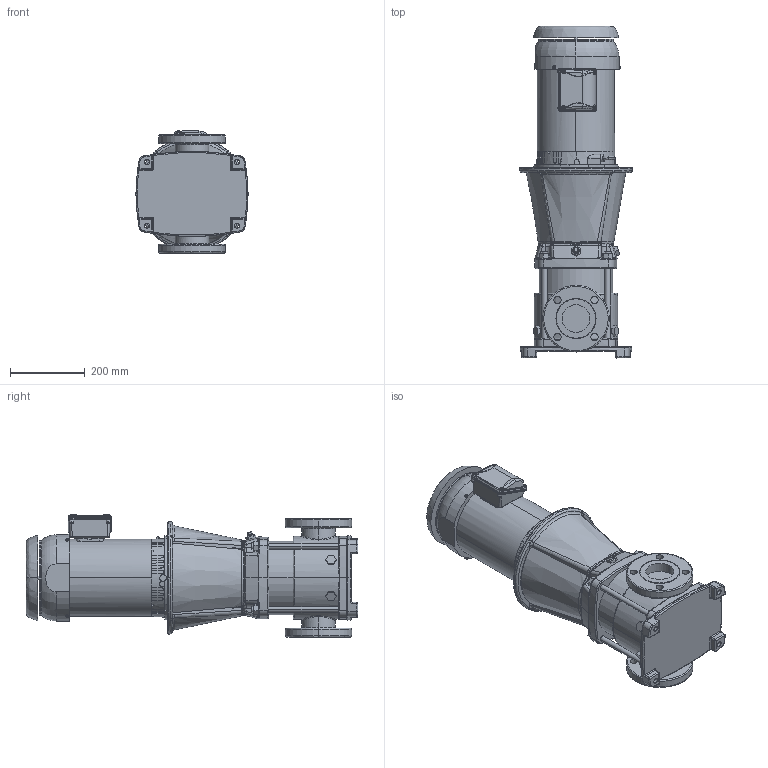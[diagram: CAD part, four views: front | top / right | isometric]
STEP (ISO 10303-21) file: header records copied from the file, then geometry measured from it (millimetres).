
FILE_DESCRIPTION (( 'STEP AP203' ), '1' );
FILE_NAME ('3303090 - MVI-160-1_1-3 HP-182TC-304-E-230_460~3.step', '2022-03-30T17:38:08', ( '' ), ( '' ), 'SwSTEP 2.0', 'SolidWorks 2021', '' );
FILE_SCHEMA (( 'CONFIG_CONTROL_DESIGN' ));
Length unit declared in the file: inch
Products named in the file (5): sbi_n_32-1-1_flange(NEMA); TEFC MOTOR_3329243 - NEMA V2 3 HP 182_4TC 208-230_460~3 TEFC; 3303090 - MVI-160-1_1-3 HP-182TC-304-E-230_460~3; MVI PEO - [304-EPDM]_3304090 - MVI-160-1_1-3 HP-182TC-304-E-S; 3329243 - NEMA V2 3 HP 182_4TC 208-230_460~3 TEFC
Assembly tree (4 placements, depth 3):
  3303090 - MVI-160-1_1-3 HP-182TC-304-E-230_460~3
    MVI PEO - [304-EPDM]_3304090 - MVI-160-1_1-3 HP-182TC-304-E-S
      sbi_n_32-1-1_flange(NEMA)
    TEFC MOTOR_3329243 - NEMA V2 3 HP 182_4TC 208-230_460~3 TEFC
      3329243 - NEMA V2 3 HP 182_4TC 208-230_460~3 TEFC
Bounding box: 300 x 886.94 x 330.29 mm (x, y, z)
Volume: 35595798.4 mm3; surface area: 1341154.1 mm2
Topology: 5 solids, 20 shells, 3546 faces, 9214 edges, 5983 vertices
Faces by surface type: plane 1685, cylinder 1384, bspline 322, cone 112, torus 43
Entity records: 135894 total; most frequent: CARTESIAN_POINT 49966, ORIENTED_EDGE 18354, DIRECTION 17259, EDGE_CURVE 9177, AXIS2_PLACEMENT_3D 6095, VERTEX_POINT 5983, VECTOR 5069, LINE 5069
